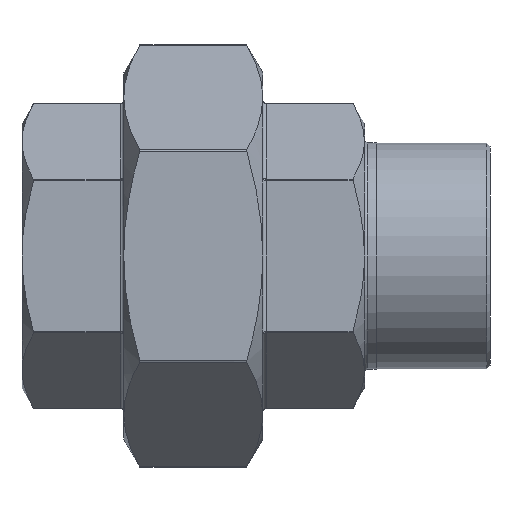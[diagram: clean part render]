
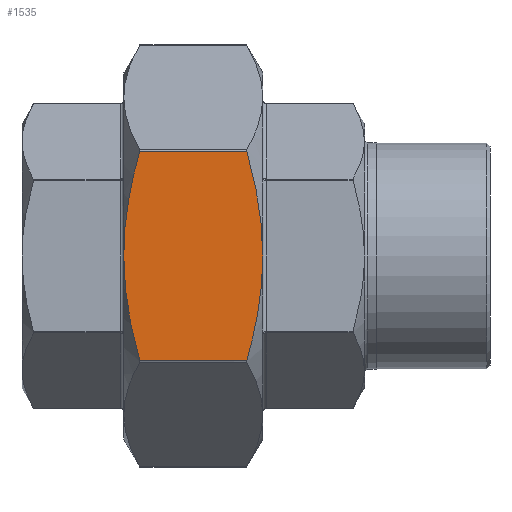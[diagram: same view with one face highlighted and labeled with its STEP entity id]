
A CAD part, left-side view. The second image highlights one B-rep face of the part: STEP entity #1535.
In plain terms, the highlighted planar face has unit normal (-1, 0, 0).
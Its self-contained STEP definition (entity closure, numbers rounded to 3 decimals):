
#99=(
BOUNDED_CURVE()
B_SPLINE_CURVE(2,(#2384,#2385,#2386),.UNSPECIFIED.,.F.,.F.)
B_SPLINE_CURVE_WITH_KNOTS((3,3),(0.642,2.3),
 .UNSPECIFIED.)
CURVE()
GEOMETRIC_REPRESENTATION_ITEM()
RATIONAL_B_SPLINE_CURVE((1.029,1.052,1.))
REPRESENTATION_ITEM('')
);
#100=(
BOUNDED_CURVE()
B_SPLINE_CURVE(2,(#2388,#2389,#2390),.UNSPECIFIED.,.F.,.F.)
B_SPLINE_CURVE_WITH_KNOTS((3,3),(2.3,3.959),
 .UNSPECIFIED.)
CURVE()
GEOMETRIC_REPRESENTATION_ITEM()
RATIONAL_B_SPLINE_CURVE((1.,1.052,1.029))
REPRESENTATION_ITEM('')
);
#101=(
BOUNDED_CURVE()
B_SPLINE_CURVE(2,(#2394,#2395,#2396),.UNSPECIFIED.,.F.,.F.)
B_SPLINE_CURVE_WITH_KNOTS((3,3),(0.642,2.3),
 .UNSPECIFIED.)
CURVE()
GEOMETRIC_REPRESENTATION_ITEM()
RATIONAL_B_SPLINE_CURVE((1.029,1.052,1.))
REPRESENTATION_ITEM('')
);
#102=(
BOUNDED_CURVE()
B_SPLINE_CURVE(2,(#2397,#2398,#2399),.UNSPECIFIED.,.F.,.F.)
B_SPLINE_CURVE_WITH_KNOTS((3,3),(2.3,3.959),
 .UNSPECIFIED.)
CURVE()
GEOMETRIC_REPRESENTATION_ITEM()
RATIONAL_B_SPLINE_CURVE((1.,1.052,1.029))
REPRESENTATION_ITEM('')
);
#145=LINE('',#2381,#205);
#146=LINE('',#2392,#206);
#205=VECTOR('',#1868,15.776);
#206=VECTOR('',#1871,15.776);
#326=PLANE('',#1654);
#388=FACE_OUTER_BOUND('',#503,.T.);
#503=EDGE_LOOP('',(#1092,#1093,#1094,#1095,#1096,#1097));
#707=VERTEX_POINT('',#2359);
#708=VERTEX_POINT('',#2370);
#709=VERTEX_POINT('',#2383);
#710=VERTEX_POINT('',#2387);
#711=VERTEX_POINT('',#2391);
#712=VERTEX_POINT('',#2393);
#856=EDGE_CURVE('',#708,#707,#145,.T.);
#857=EDGE_CURVE('',#708,#709,#99,.T.);
#858=EDGE_CURVE('',#709,#710,#100,.T.);
#859=EDGE_CURVE('',#711,#710,#146,.T.);
#860=EDGE_CURVE('',#711,#712,#101,.T.);
#861=EDGE_CURVE('',#712,#707,#102,.T.);
#1092=ORIENTED_EDGE('',*,*,#856,.F.);
#1093=ORIENTED_EDGE('',*,*,#857,.T.);
#1094=ORIENTED_EDGE('',*,*,#858,.T.);
#1095=ORIENTED_EDGE('',*,*,#859,.F.);
#1096=ORIENTED_EDGE('',*,*,#860,.T.);
#1097=ORIENTED_EDGE('',*,*,#861,.T.);
#1535=ADVANCED_FACE('',(#388),#326,.T.);
#1654=AXIS2_PLACEMENT_3D('',#2382,#1869,#1870);
#1868=DIRECTION('',(0.,1.,0.));
#1869=DIRECTION('center_axis',(-1.,0.,0.));
#1870=DIRECTION('ref_axis',(0.,0.,1.));
#1871=DIRECTION('',(0.,-1.,0.));
#2359=CARTESIAN_POINT('',(-27.,7.888,-15.415));
#2370=CARTESIAN_POINT('',(-27.,-7.888,-15.415));
#2381=CARTESIAN_POINT('',(-27.,0.,-15.415));
#2382=CARTESIAN_POINT('Origin',(-27.,0.,-15.588));
#2383=CARTESIAN_POINT('',(-27.,-10.25,0.));
#2384=CARTESIAN_POINT('Ctrl Pts',(-27.,-7.888,-15.415));
#2385=CARTESIAN_POINT('Ctrl Pts',(-27.,-10.25,-7.165));
#2386=CARTESIAN_POINT('Ctrl Pts',(-27.,-10.25,0.));
#2387=CARTESIAN_POINT('',(-27.,-7.888,15.415));
#2388=CARTESIAN_POINT('Ctrl Pts',(-27.,-10.25,0.));
#2389=CARTESIAN_POINT('Ctrl Pts',(-27.,-10.25,7.165));
#2390=CARTESIAN_POINT('Ctrl Pts',(-27.,-7.888,15.415));
#2391=CARTESIAN_POINT('',(-27.,7.888,15.415));
#2392=CARTESIAN_POINT('',(-27.,0.,15.415));
#2393=CARTESIAN_POINT('',(-27.,10.25,0.));
#2394=CARTESIAN_POINT('Ctrl Pts',(-27.,7.888,15.415));
#2395=CARTESIAN_POINT('Ctrl Pts',(-27.,10.25,7.165));
#2396=CARTESIAN_POINT('Ctrl Pts',(-27.,10.25,0.));
#2397=CARTESIAN_POINT('Ctrl Pts',(-27.,10.25,0.));
#2398=CARTESIAN_POINT('Ctrl Pts',(-27.,10.25,-7.165));
#2399=CARTESIAN_POINT('Ctrl Pts',(-27.,7.888,-15.415));
